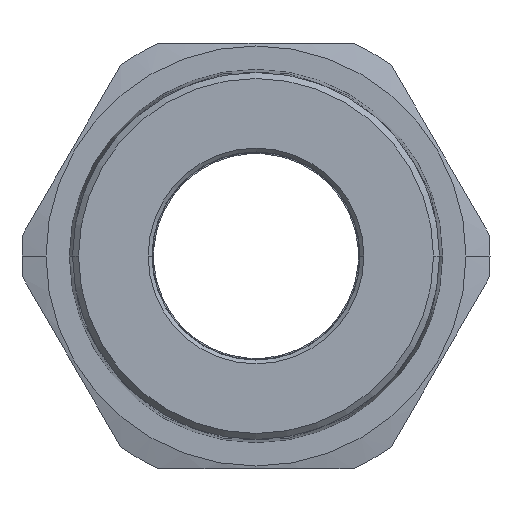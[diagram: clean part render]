
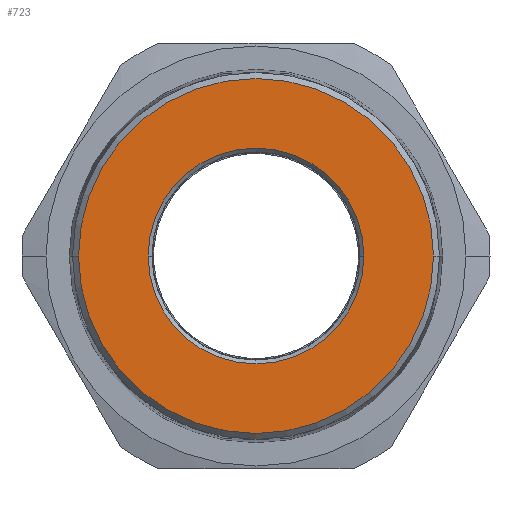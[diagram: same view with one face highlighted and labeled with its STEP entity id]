
A CAD part, left-side view. The second image highlights one B-rep face of the part: STEP entity #723.
In plain terms, the highlighted planar face has unit normal (-1, 0, 0).
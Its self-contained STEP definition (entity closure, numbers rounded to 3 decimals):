
#133 = CARTESIAN_POINT ( 'NONE',  ( -21.34, -22.946, 0. ) ) ;
#325 = ORIENTED_EDGE ( 'NONE', *, *, #2283, .T. ) ;
#590 = CIRCLE ( 'NONE', #1063, 13.95 ) ;
#677 = FACE_BOUND ( 'NONE', #2318, .T. ) ;
#698 = DIRECTION ( 'NONE',  ( 0., -1., 0. ) ) ;
#723 = ADVANCED_FACE ( 'NONE', ( #1065, #677 ), #3000, .F. ) ;
#848 = CARTESIAN_POINT ( 'NONE',  ( -21.34, 0., 0. ) ) ;
#869 = DIRECTION ( 'NONE',  ( 1., 0., 0. ) ) ;
#939 = DIRECTION ( 'NONE',  ( 0., -1., 0. ) ) ;
#983 = DIRECTION ( 'NONE',  ( 1., 0., 0. ) ) ;
#1063 = AXIS2_PLACEMENT_3D ( 'NONE', #4683, #983, #1765 ) ;
#1065 = FACE_OUTER_BOUND ( 'NONE', #5128, .T. ) ;
#1067 = CARTESIAN_POINT ( 'NONE',  ( -21.34, -13.95, 0. ) ) ;
#1300 = CARTESIAN_POINT ( 'NONE',  ( -21.34, 0., 0. ) ) ;
#1458 = EDGE_CURVE ( 'NONE', #5168, #3182, #4225, .T. ) ;
#1585 = ORIENTED_EDGE ( 'NONE', *, *, #1458, .T. ) ;
#1765 = DIRECTION ( 'NONE',  ( 0., -1., 0. ) ) ;
#2080 = CIRCLE ( 'NONE', #3896, 22.946 ) ;
#2283 = EDGE_CURVE ( 'NONE', #5288, #4331, #3381, .T. ) ;
#2294 = EDGE_CURVE ( 'NONE', #3182, #5168, #2080, .T. ) ;
#2318 = EDGE_LOOP ( 'NONE', ( #325, #3671 ) ) ;
#2339 = CARTESIAN_POINT ( 'NONE',  ( -21.34, 0., 0. ) ) ;
#2418 = CARTESIAN_POINT ( 'NONE',  ( -21.34, 22.946, 0. ) ) ;
#2434 = AXIS2_PLACEMENT_3D ( 'NONE', #2339, #3139, #698 ) ;
#2522 = DIRECTION ( 'NONE',  ( 0., -1., 0. ) ) ;
#3000 = PLANE ( 'NONE',  #4782 ) ;
#3003 = ORIENTED_EDGE ( 'NONE', *, *, #2294, .T. ) ;
#3139 = DIRECTION ( 'NONE',  ( -1., 0., 0. ) ) ;
#3182 = VERTEX_POINT ( 'NONE', #2418 ) ;
#3261 = CARTESIAN_POINT ( 'NONE',  ( -21.34, 13.95, 0. ) ) ;
#3359 = CARTESIAN_POINT ( 'NONE',  ( -21.34, 0., 0. ) ) ;
#3381 = CIRCLE ( 'NONE', #4279, 13.95 ) ;
#3671 = ORIENTED_EDGE ( 'NONE', *, *, #4224, .T. ) ;
#3896 = AXIS2_PLACEMENT_3D ( 'NONE', #848, #5001, #939 ) ;
#4224 = EDGE_CURVE ( 'NONE', #4331, #5288, #590, .T. ) ;
#4225 = CIRCLE ( 'NONE', #2434, 22.946 ) ;
#4279 = AXIS2_PLACEMENT_3D ( 'NONE', #3359, #4625, #2522 ) ;
#4331 = VERTEX_POINT ( 'NONE', #1067 ) ;
#4625 = DIRECTION ( 'NONE',  ( 1., 0., 0. ) ) ;
#4627 = DIRECTION ( 'NONE',  ( 0., -1., 0. ) ) ;
#4683 = CARTESIAN_POINT ( 'NONE',  ( -21.34, 0., 0. ) ) ;
#4782 = AXIS2_PLACEMENT_3D ( 'NONE', #1300, #869, #4627 ) ;
#5001 = DIRECTION ( 'NONE',  ( -1., 0., 0. ) ) ;
#5128 = EDGE_LOOP ( 'NONE', ( #1585, #3003 ) ) ;
#5168 = VERTEX_POINT ( 'NONE', #133 ) ;
#5288 = VERTEX_POINT ( 'NONE', #3261 ) ;
